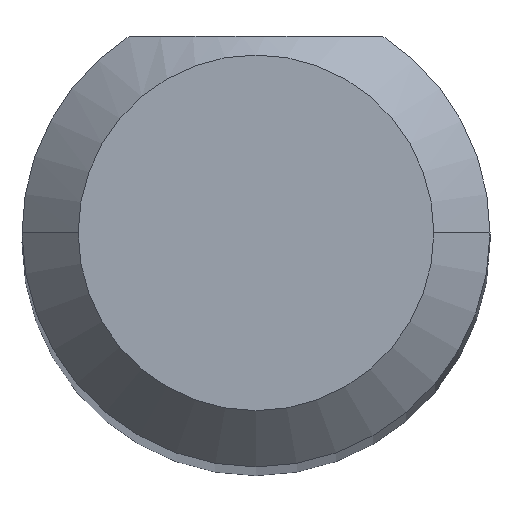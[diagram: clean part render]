
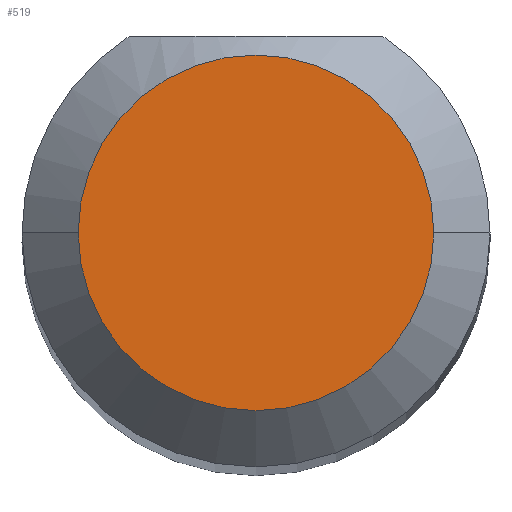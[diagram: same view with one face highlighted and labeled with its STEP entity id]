
A CAD part, top view. The second image highlights one B-rep face of the part: STEP entity #519.
In plain terms, the highlighted planar face has unit normal (0, 0, 1).
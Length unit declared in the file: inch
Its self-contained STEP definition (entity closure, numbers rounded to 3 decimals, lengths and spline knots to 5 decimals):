
#17 = CARTESIAN_POINT ( 'NONE',  ( 0.25, 0., 1.5 ) ) ;
#34 = FACE_OUTER_BOUND ( 'NONE', #290, .T. ) ;
#38 = PLANE ( 'NONE',  #156 ) ;
#71 = DIRECTION ( 'NONE',  ( -1., 0., 0. ) ) ;
#80 = DIRECTION ( 'NONE',  ( -1., 0., 0. ) ) ;
#90 = EDGE_CURVE ( 'NONE', #300, #529, #432, .T. ) ;
#146 = DIRECTION ( 'NONE',  ( 0., 0., -1. ) ) ;
#156 = AXIS2_PLACEMENT_3D ( 'NONE', #287, #525, #80 ) ;
#217 = CIRCLE ( 'NONE', #458, 0.0475 ) ;
#235 = AXIS2_PLACEMENT_3D ( 'NONE', #17, #505, #71 ) ;
#251 = ORIENTED_EDGE ( 'NONE', *, *, #90, .F. ) ;
#284 = ORIENTED_EDGE ( 'NONE', *, *, #460, .F. ) ;
#287 = CARTESIAN_POINT ( 'NONE',  ( 0.25, 0., 1.5 ) ) ;
#290 = EDGE_LOOP ( 'NONE', ( #251, #284 ) ) ;
#300 = VERTEX_POINT ( 'NONE', #357 ) ;
#330 = DIRECTION ( 'NONE',  ( -1., 0., 0. ) ) ;
#357 = CARTESIAN_POINT ( 'NONE',  ( 0.2975, 0., 1.5 ) ) ;
#383 = CARTESIAN_POINT ( 'NONE',  ( 0.2025, 0., 1.5 ) ) ;
#432 = CIRCLE ( 'NONE', #235, 0.0475 ) ;
#458 = AXIS2_PLACEMENT_3D ( 'NONE', #508, #146, #330 ) ;
#460 = EDGE_CURVE ( 'NONE', #529, #300, #217, .T. ) ;
#505 = DIRECTION ( 'NONE',  ( 0., 0., -1. ) ) ;
#508 = CARTESIAN_POINT ( 'NONE',  ( 0.25, 0., 1.5 ) ) ;
#519 = ADVANCED_FACE ( 'NONE', ( #34 ), #38, .T. ) ;
#525 = DIRECTION ( 'NONE',  ( 0., 0., 1. ) ) ;
#529 = VERTEX_POINT ( 'NONE', #383 ) ;
